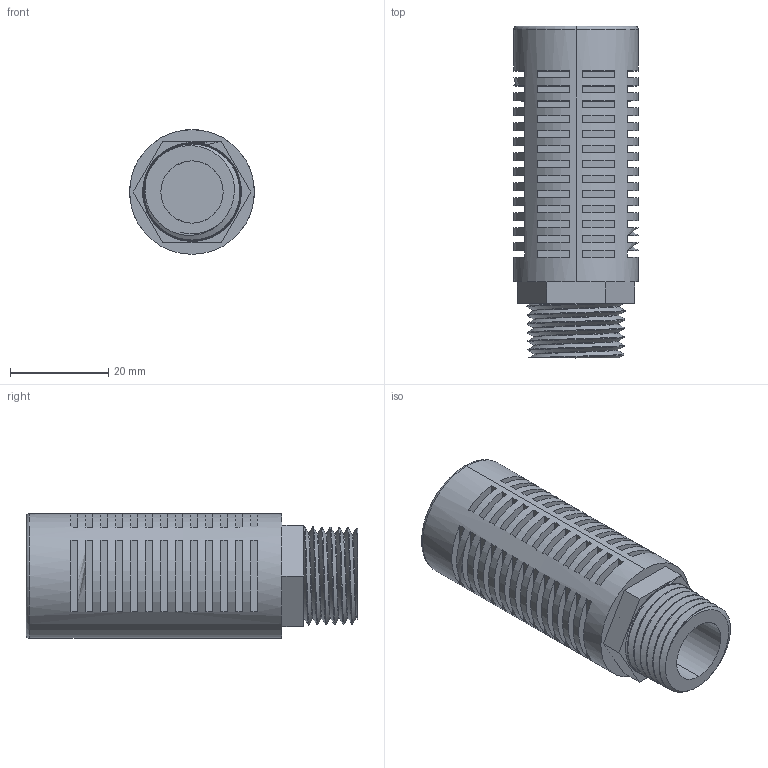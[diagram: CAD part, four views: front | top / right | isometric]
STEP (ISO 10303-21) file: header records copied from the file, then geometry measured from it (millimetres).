
FILE_DESCRIPTION (( 'STEP AP203' ), '1' );
FILE_NAME ('SPL-12N.step', '2016-02-15T20:19:15', ( '' ), ( '' ), 'SwSTEP 2.0', 'SolidWorks 2015', '' );
FILE_SCHEMA (( 'CONFIG_CONTROL_DESIGN' ));
Length unit declared in the file: inch
Products named in the file (1): SPL-12N
Bounding box: 25.4 x 67.56 x 25.4 mm (x, y, z)
Volume: 18471.3 mm3; surface area: 15859.8 mm2
Topology: 1 solids, 1 shells, 270 faces, 715 edges, 476 vertices
Faces by surface type: plane 246, cone 14, cylinder 4, bspline 4, torus 2
Entity records: 12625 total; most frequent: CARTESIAN_POINT 5647, ORIENTED_EDGE 1430, DIRECTION 1377, EDGE_CURVE 715, LINE 503, VECTOR 503, VERTEX_POINT 476, AXIS2_PLACEMENT_3D 437
